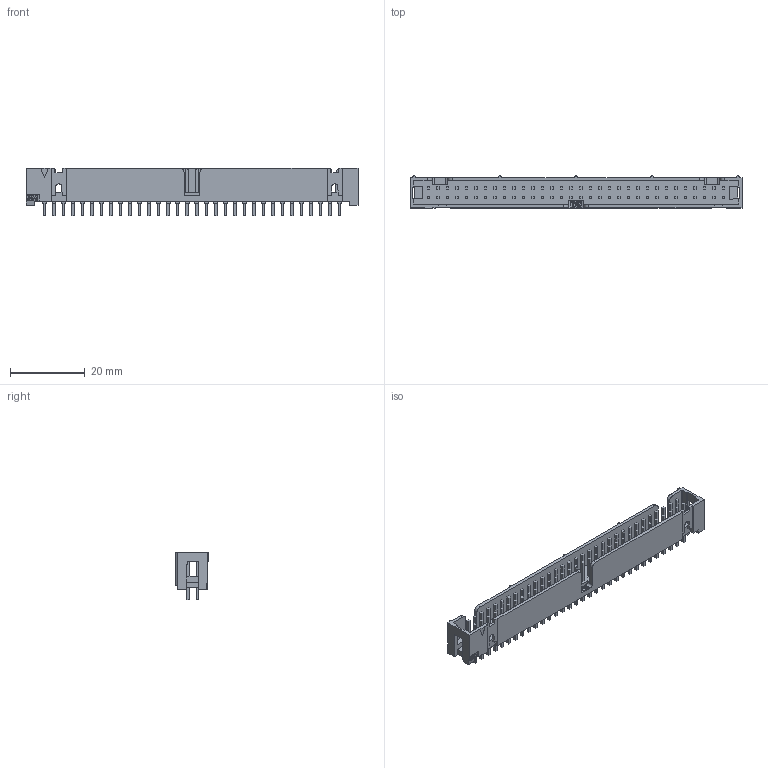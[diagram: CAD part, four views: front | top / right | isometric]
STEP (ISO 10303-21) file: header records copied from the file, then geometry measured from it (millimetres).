
FILE_DESCRIPTION((''),'2;1');
FILE_NAME('3M_N2564-6002RB.stp','2014-01-23T10:10:53',(''),(''),'Mechanical Desktop 2011','Mechanical Desktop 2011',', , ');
FILE_SCHEMA(('AUTOMOTIVE_DESIGN { 1 2 10303 214 1 1 1 1 }'));
Length unit declared in the file: millimetre
Products named in the file (1): Product
Bounding box: 88.6 x 8.64 x 12.75 mm (x, y, z)
Volume: 2986.3 mm3; surface area: 6295.4 mm2
Topology: 129 solids, 129 shells, 1285 faces, 2883 edges, 1918 vertices
Faces by surface type: bspline 785, plane 473, cylinder 27
Entity records: 35502 total; most frequent: CARTESIAN_POINT 9070, ORIENTED_EDGE 5766, DIRECTION 3905, EDGE_CURVE 2883, VECTOR 2795, LINE 2795, VERTEX_POINT 1918, EDGE_LOOP 1355
